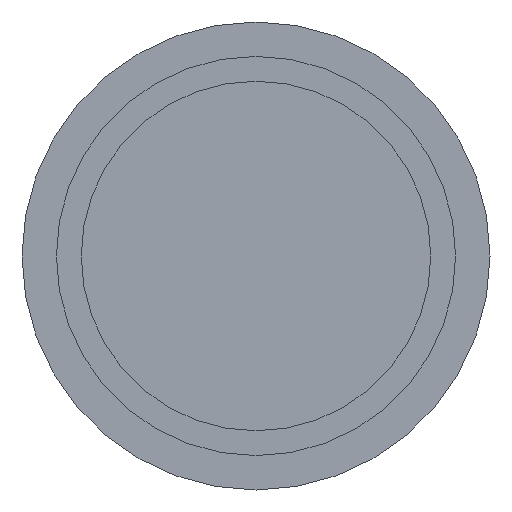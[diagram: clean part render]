
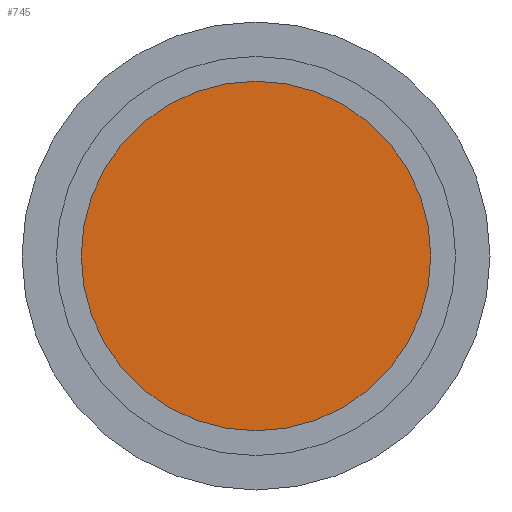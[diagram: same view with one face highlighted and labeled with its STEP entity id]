
A CAD part, front view. The second image highlights one B-rep face of the part: STEP entity #745.
In plain terms, the highlighted planar face has unit normal (0, -1, 0).
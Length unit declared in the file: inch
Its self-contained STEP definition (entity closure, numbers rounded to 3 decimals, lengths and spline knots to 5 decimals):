
#2 = EDGE_CURVE ( 'NONE', #310, #309, #771, .T. ) ;
#5 = EDGE_CURVE ( 'NONE', #309, #310, #773, .T. ) ;
#58 = AXIS2_PLACEMENT_3D ( 'NONE', #334, #338, #339 ) ;
#62 = AXIS2_PLACEMENT_3D ( 'NONE', #328, #329, #330 ) ;
#262 = ORIENTED_EDGE ( 'NONE', *, *, #5, .T. ) ;
#263 = ORIENTED_EDGE ( 'NONE', *, *, #2, .T. ) ;
#309 = VERTEX_POINT ( 'NONE', #405 ) ;
#310 = VERTEX_POINT ( 'NONE', #406 ) ;
#328 = CARTESIAN_POINT ( 'NONE',  ( 0., 0., 0. ) ) ;
#329 = DIRECTION ( 'NONE',  ( 0., -1., 0. ) ) ;
#330 = DIRECTION ( 'NONE',  ( 0., 0., -1. ) ) ;
#334 = CARTESIAN_POINT ( 'NONE',  ( 0., 0., 0. ) ) ;
#338 = DIRECTION ( 'NONE',  ( 0., -1., 0. ) ) ;
#339 = DIRECTION ( 'NONE',  ( 0., 0., -1. ) ) ;
#405 = CARTESIAN_POINT ( 'NONE',  ( 0., 0., 0.6175 ) ) ;
#406 = CARTESIAN_POINT ( 'NONE',  ( 0., 0., -0.6175 ) ) ;
#559 = PLANE ( 'NONE',  #930 ) ;
#560 = CARTESIAN_POINT ( 'NONE',  ( 0., 0., 0. ) ) ;
#561 = DIRECTION ( 'NONE',  ( 0., -1., 0. ) ) ;
#562 = DIRECTION ( 'NONE',  ( 0., 0., -1. ) ) ;
#745 = ADVANCED_FACE ( 'NONE', ( #943 ), #559, .T. ) ;
#771 = CIRCLE ( 'NONE', #62, 0.6175 ) ;
#773 = CIRCLE ( 'NONE', #58, 0.6175 ) ;
#841 = EDGE_LOOP ( 'NONE', ( #262, #263 ) ) ;
#930 = AXIS2_PLACEMENT_3D ( 'NONE', #560, #561, #562 ) ;
#943 = FACE_OUTER_BOUND ( 'NONE', #841, .T. ) ;
